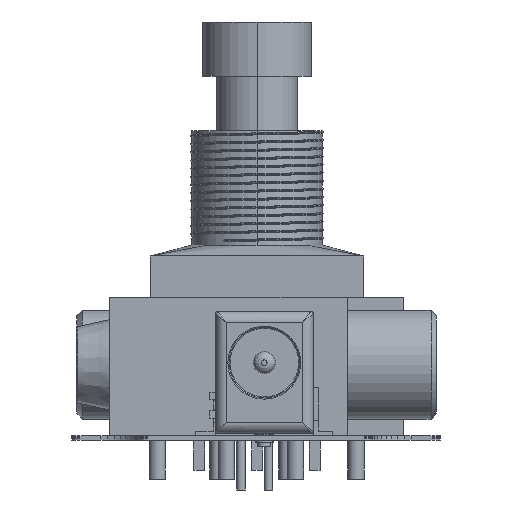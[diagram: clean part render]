
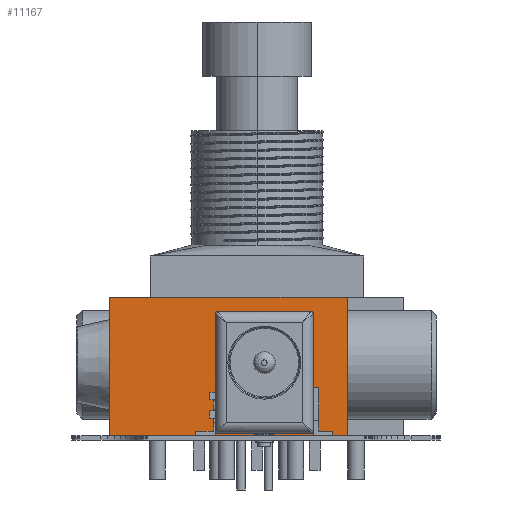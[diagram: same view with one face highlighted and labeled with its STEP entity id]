
A CAD part, left-side view. The second image highlights one B-rep face of the part: STEP entity #11167.
In plain terms, the highlighted planar face has unit normal (-1, 0, 0).
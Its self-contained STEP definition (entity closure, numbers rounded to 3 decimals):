
#11067 = VERTEX_POINT('',#11068);
#11068 = CARTESIAN_POINT('',(-6.43,0.,0.));
#11074 = EDGE_CURVE('',#11075,#11067,#11077,.T.);
#11075 = VERTEX_POINT('',#11076);
#11076 = CARTESIAN_POINT('',(-6.43,12.7,0.));
#11077 = LINE('',#11078,#11079);
#11078 = CARTESIAN_POINT('',(-6.43,12.7,0.));
#11079 = VECTOR('',#11080,1.);
#11080 = DIRECTION('',(0.,-1.,0.));
#11148 = EDGE_CURVE('',#11075,#11149,#11151,.T.);
#11149 = VERTEX_POINT('',#11150);
#11150 = CARTESIAN_POINT('',(-6.43,12.7,-21.85));
#11151 = LINE('',#11152,#11153);
#11152 = CARTESIAN_POINT('',(-6.43,12.7,0.));
#11153 = VECTOR('',#11154,1.);
#11154 = DIRECTION('',(0.,0.,-1.));
#11167 = ADVANCED_FACE('',(#11168),#11186,.T.);
#11168 = FACE_BOUND('',#11169,.F.);
#11169 = EDGE_LOOP('',(#11170,#11171,#11179,#11185));
#11170 = ORIENTED_EDGE('',*,*,#11074,.T.);
#11171 = ORIENTED_EDGE('',*,*,#11172,.T.);
#11172 = EDGE_CURVE('',#11067,#11173,#11175,.T.);
#11173 = VERTEX_POINT('',#11174);
#11174 = CARTESIAN_POINT('',(-6.43,0.,-21.85));
#11175 = LINE('',#11176,#11177);
#11176 = CARTESIAN_POINT('',(-6.43,0.,0.));
#11177 = VECTOR('',#11178,1.);
#11178 = DIRECTION('',(0.,0.,-1.));
#11179 = ORIENTED_EDGE('',*,*,#11180,.F.);
#11180 = EDGE_CURVE('',#11149,#11173,#11181,.T.);
#11181 = LINE('',#11182,#11183);
#11182 = CARTESIAN_POINT('',(-6.43,12.7,-21.85));
#11183 = VECTOR('',#11184,1.);
#11184 = DIRECTION('',(0.,-1.,0.));
#11185 = ORIENTED_EDGE('',*,*,#11148,.F.);
#11186 = PLANE('',#11187);
#11187 = AXIS2_PLACEMENT_3D('',#11188,#11189,#11190);
#11188 = CARTESIAN_POINT('',(-6.43,12.7,0.));
#11189 = DIRECTION('',(-1.,0.,0.));
#11190 = DIRECTION('',(0.,-1.,0.));
